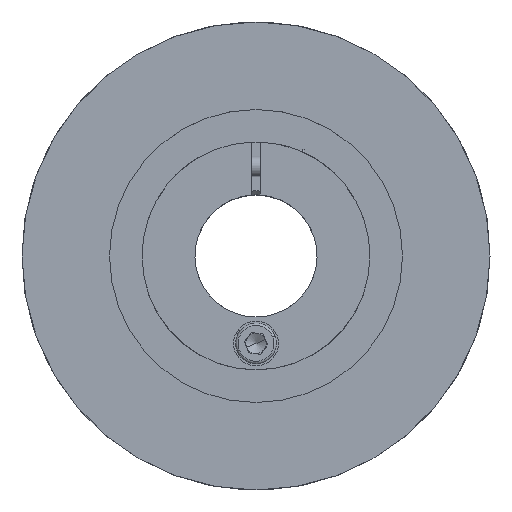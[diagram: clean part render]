
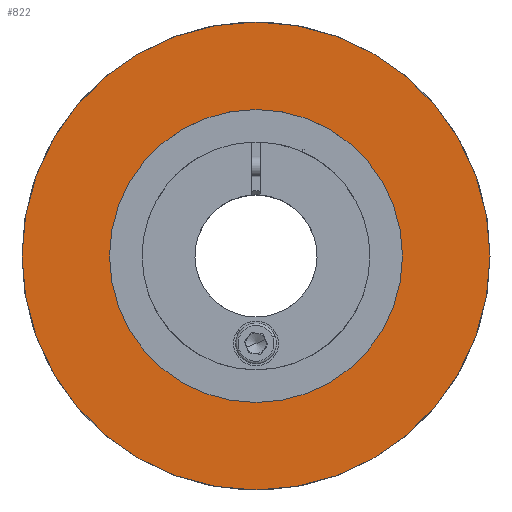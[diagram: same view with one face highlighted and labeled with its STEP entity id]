
A CAD part, top view. The second image highlights one B-rep face of the part: STEP entity #822.
In plain terms, the highlighted planar face has unit normal (0, 0, 1).
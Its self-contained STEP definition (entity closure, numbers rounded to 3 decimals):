
#175 = DIRECTION ( 'NONE',  ( 0., 0., -1. ) ) ;
#202 = DIRECTION ( 'NONE',  ( -1., 0., 0. ) ) ;
#334 = EDGE_CURVE ( 'NONE', #1178, #1021, #4708, .T. ) ;
#384 = AXIS2_PLACEMENT_3D ( 'NONE', #4544, #175, #202 ) ;
#521 = ORIENTED_EDGE ( 'NONE', *, *, #1147, .F. ) ;
#613 = CARTESIAN_POINT ( 'NONE',  ( 57.5, 0., 0. ) ) ;
#631 = DIRECTION ( 'NONE',  ( 1., 0., 0. ) ) ;
#670 = CIRCLE ( 'NONE', #5115, 57.5 ) ;
#822 = ADVANCED_FACE ( 'NONE', ( #3019, #2622 ), #2971, .F. ) ;
#860 = ORIENTED_EDGE ( 'NONE', *, *, #4888, .T. ) ;
#868 = CIRCLE ( 'NONE', #3991, 36. ) ;
#953 = CARTESIAN_POINT ( 'NONE',  ( -57.5, 0., 0. ) ) ;
#1021 = VERTEX_POINT ( 'NONE', #953 ) ;
#1147 = EDGE_CURVE ( 'NONE', #4000, #2900, #868, .T. ) ;
#1178 = VERTEX_POINT ( 'NONE', #613 ) ;
#1408 = DIRECTION ( 'NONE',  ( 1., 0., 0. ) ) ;
#1554 = DIRECTION ( 'NONE',  ( 0., 0., 1. ) ) ;
#1860 = DIRECTION ( 'NONE',  ( 0., 0., 1. ) ) ;
#2019 = CARTESIAN_POINT ( 'NONE',  ( 0., 0., 0. ) ) ;
#2342 = DIRECTION ( 'NONE',  ( 1., 0., 0. ) ) ;
#2561 = ORIENTED_EDGE ( 'NONE', *, *, #4622, .F. ) ;
#2622 = FACE_OUTER_BOUND ( 'NONE', #4837, .T. ) ;
#2775 = AXIS2_PLACEMENT_3D ( 'NONE', #3014, #1860, #4617 ) ;
#2900 = VERTEX_POINT ( 'NONE', #3626 ) ;
#2971 = PLANE ( 'NONE',  #384 ) ;
#3014 = CARTESIAN_POINT ( 'NONE',  ( 0., 0., 0. ) ) ;
#3019 = FACE_BOUND ( 'NONE', #4872, .T. ) ;
#3626 = CARTESIAN_POINT ( 'NONE',  ( 36., 0., 0. ) ) ;
#3953 = AXIS2_PLACEMENT_3D ( 'NONE', #5092, #4240, #631 ) ;
#3991 = AXIS2_PLACEMENT_3D ( 'NONE', #4992, #5045, #1408 ) ;
#4000 = VERTEX_POINT ( 'NONE', #4645 ) ;
#4240 = DIRECTION ( 'NONE',  ( 0., 0., 1. ) ) ;
#4524 = ORIENTED_EDGE ( 'NONE', *, *, #334, .T. ) ;
#4544 = CARTESIAN_POINT ( 'NONE',  ( 0., 36., 0. ) ) ;
#4617 = DIRECTION ( 'NONE',  ( 1., 0., 0. ) ) ;
#4622 = EDGE_CURVE ( 'NONE', #2900, #4000, #4857, .T. ) ;
#4645 = CARTESIAN_POINT ( 'NONE',  ( -36., 0., 0. ) ) ;
#4708 = CIRCLE ( 'NONE', #3953, 57.5 ) ;
#4837 = EDGE_LOOP ( 'NONE', ( #4524, #860 ) ) ;
#4857 = CIRCLE ( 'NONE', #2775, 36. ) ;
#4872 = EDGE_LOOP ( 'NONE', ( #2561, #521 ) ) ;
#4888 = EDGE_CURVE ( 'NONE', #1021, #1178, #670, .T. ) ;
#4992 = CARTESIAN_POINT ( 'NONE',  ( 0., 0., 0. ) ) ;
#5045 = DIRECTION ( 'NONE',  ( 0., 0., 1. ) ) ;
#5092 = CARTESIAN_POINT ( 'NONE',  ( 0., 0., 0. ) ) ;
#5115 = AXIS2_PLACEMENT_3D ( 'NONE', #2019, #1554, #2342 ) ;
